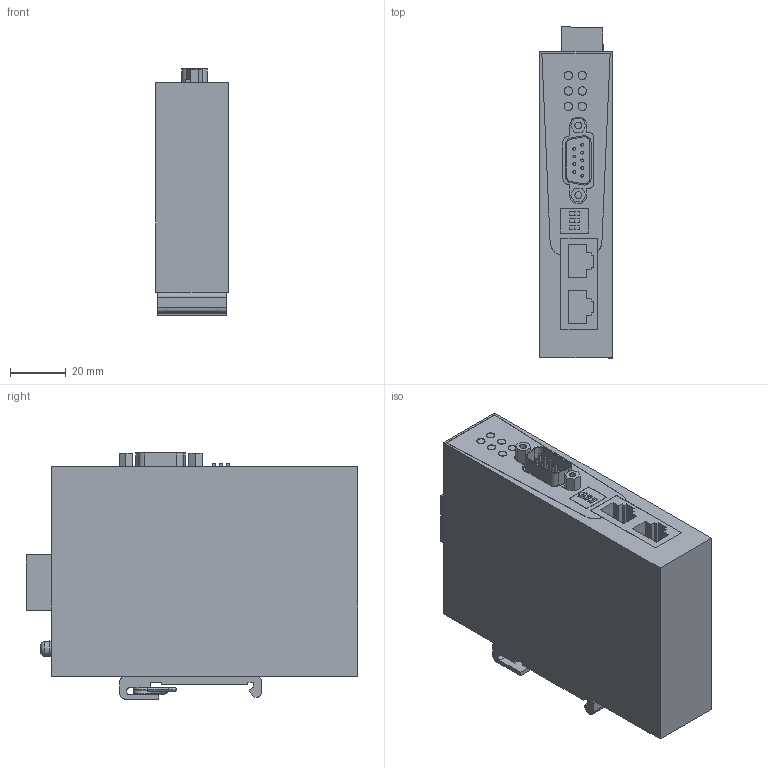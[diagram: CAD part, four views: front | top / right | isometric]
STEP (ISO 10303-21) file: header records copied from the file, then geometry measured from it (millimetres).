
FILE_DESCRIPTION(('CATIA V5 STEP Exchange','CAx-IF Rec.Pracs.--- Model Styling and Organization---1.4--- 2014-01-23'),'2;1');
FILE_NAME ('D1487769_1', '2021-07-23T08:13:25+00:00', ('none'), ('Weidmueller'), 'CATIA Version 5-6 Release 2016 SP3 HF44', 'CATIA V5 STEP AP214', 'none');
FILE_SCHEMA(('AUTOMOTIVE_DESIGN { 1 0 10303 214 1 1 1 1 }'));
Length unit declared in the file: millimetre
Products named in the file (1): S3D_IE_CS_MBGW_2TX_1COM
Bounding box: 26.1 x 119.05 x 88.3 mm (x, y, z)
Volume: 220654.8 mm3; surface area: 40088.2 mm2
Topology: 21 solids, 21 shells, 496 faces, 1196 edges, 785 vertices
Faces by surface type: plane 340, cylinder 102, extrusion 32, torus 22
Entity records: 15317 total; most frequent: CARTESIAN_POINT 3756, ORIENTED_EDGE 2392, DIRECTION 1848, EDGE_CURVE 1196, VECTOR 850, LINE 818, VERTEX_POINT 785, AXIS2_PLACEMENT_3D 609
